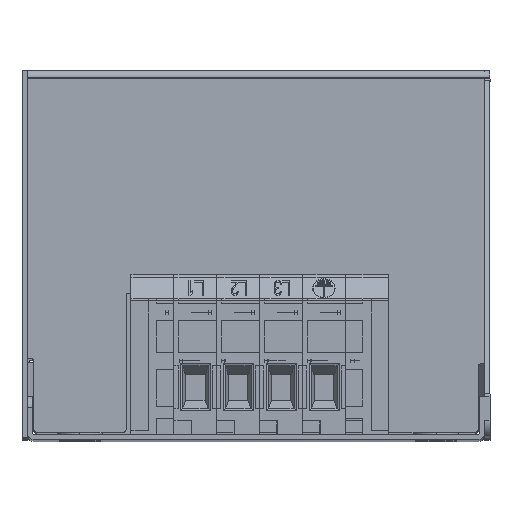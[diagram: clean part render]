
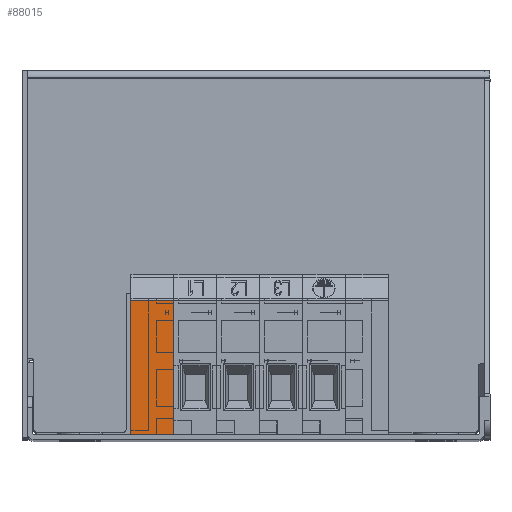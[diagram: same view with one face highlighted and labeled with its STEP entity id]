
A CAD part, top view. The second image highlights one B-rep face of the part: STEP entity #88015.
In plain terms, the highlighted planar face has unit normal (0, 0, 1).
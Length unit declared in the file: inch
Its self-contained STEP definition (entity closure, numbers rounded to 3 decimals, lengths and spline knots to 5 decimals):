
#4682 = VERTEX_POINT ( 'NONE', #19827 ) ;
#8832 = DIRECTION ( 'NONE',  ( 1., 0., 0. ) ) ;
#11854 = CARTESIAN_POINT ( 'NONE',  ( -1.14707, -0.71128, 0.63823 ) ) ;
#13086 = EDGE_CURVE ( 'NONE', #4682, #30624, #64593, .T. ) ;
#16308 = DIRECTION ( 'NONE',  ( 0., -1., 0. ) ) ;
#16424 = LINE ( 'NONE', #77785, #62880 ) ;
#19827 = CARTESIAN_POINT ( 'NONE',  ( -0.75337, -0.71128, 0.63823 ) ) ;
#23906 = LINE ( 'NONE', #85720, #84890 ) ;
#27107 = VECTOR ( 'NONE', #67132, 39.37008 ) ;
#30624 = VERTEX_POINT ( 'NONE', #38084 ) ;
#36679 = CARTESIAN_POINT ( 'NONE',  ( -1.14707, -1.20445, 0.63823 ) ) ;
#38084 = CARTESIAN_POINT ( 'NONE',  ( -0.75337, -1.93674, 0.63823 ) ) ;
#38792 = CARTESIAN_POINT ( 'NONE',  ( -1.14707, -1.93674, 0.63823 ) ) ;
#42961 = LINE ( 'NONE', #36679, #27107 ) ;
#50702 = FACE_OUTER_BOUND ( 'NONE', #99186, .T. ) ;
#52317 = VECTOR ( 'NONE', #16308, 39.37008 ) ;
#55436 = EDGE_CURVE ( 'NONE', #4682, #83238, #23906, .T. ) ;
#61429 = ORIENTED_EDGE ( 'NONE', *, *, #13086, .F. ) ;
#62880 = VECTOR ( 'NONE', #8832, 39.37008 ) ;
#63110 = CARTESIAN_POINT ( 'NONE',  ( -0.75337, -1.20445, 0.63823 ) ) ;
#64593 = LINE ( 'NONE', #63110, #52317 ) ;
#65059 = ORIENTED_EDGE ( 'NONE', *, *, #81376, .T. ) ;
#66998 = ORIENTED_EDGE ( 'NONE', *, *, #55436, .T. ) ;
#67132 = DIRECTION ( 'NONE',  ( 0., -1., 0. ) ) ;
#69577 = PLANE ( 'NONE',  #70983 ) ;
#70983 = AXIS2_PLACEMENT_3D ( 'NONE', #77388, #85234, #84206 ) ;
#74420 = ORIENTED_EDGE ( 'NONE', *, *, #83734, .T. ) ;
#77388 = CARTESIAN_POINT ( 'NONE',  ( -0.95022, -1.32401, 0.63823 ) ) ;
#77785 = CARTESIAN_POINT ( 'NONE',  ( -0.95022, -1.93674, 0.63823 ) ) ;
#81376 = EDGE_CURVE ( 'NONE', #98071, #30624, #16424, .T. ) ;
#83238 = VERTEX_POINT ( 'NONE', #11854 ) ;
#83734 = EDGE_CURVE ( 'NONE', #83238, #98071, #42961, .T. ) ;
#84206 = DIRECTION ( 'NONE',  ( 1., 0., 0. ) ) ;
#84890 = VECTOR ( 'NONE', #99652, 39.37008 ) ;
#85234 = DIRECTION ( 'NONE',  ( 0., 0., 1. ) ) ;
#85720 = CARTESIAN_POINT ( 'NONE',  ( -0.95022, -0.71128, 0.63823 ) ) ;
#88015 = ADVANCED_FACE ( 'NONE', ( #50702 ), #69577, .T. ) ;
#98071 = VERTEX_POINT ( 'NONE', #38792 ) ;
#99186 = EDGE_LOOP ( 'NONE', ( #74420, #65059, #61429, #66998 ) ) ;
#99652 = DIRECTION ( 'NONE',  ( -1., 0., 0. ) ) ;
